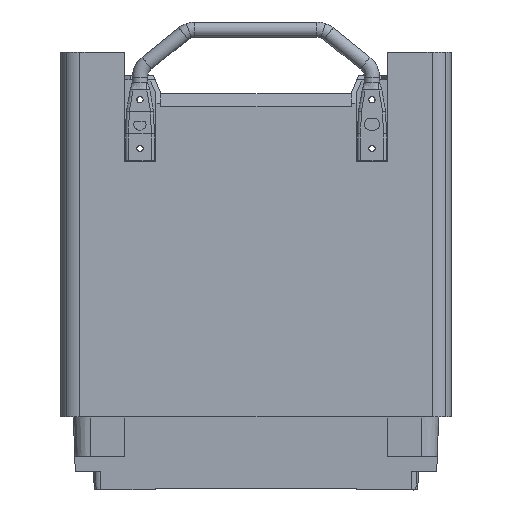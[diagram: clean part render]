
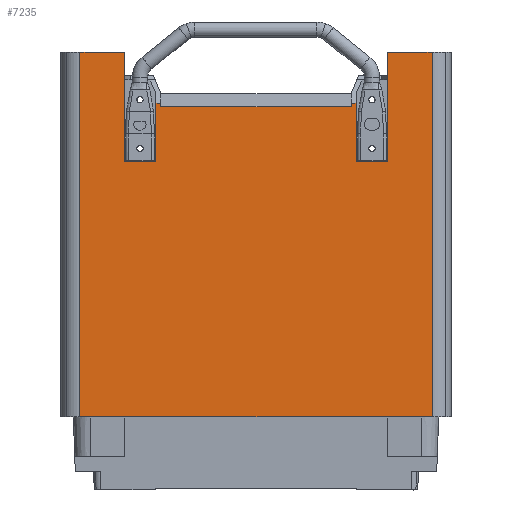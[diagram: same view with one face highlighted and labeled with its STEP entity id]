
A CAD part, left-side view. The second image highlights one B-rep face of the part: STEP entity #7235.
In plain terms, the highlighted planar face has unit normal (-1, 0, 0).
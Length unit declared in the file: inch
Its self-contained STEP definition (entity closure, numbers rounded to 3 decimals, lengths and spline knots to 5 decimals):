
#21=DIRECTION('',(0.,0.,-1.));
#22=VECTOR('',#21,0.37959);
#23=CARTESIAN_POINT('',(0.97951,-0.00364,0.53715));
#24=LINE('',#23,#22);
#60=DIRECTION('',(0.,-1.,0.));
#61=VECTOR('',#60,0.36678);
#62=CARTESIAN_POINT('',(0.97951,-0.00364,
0.15756));
#63=LINE('',#62,#61);
#1555=DIRECTION('',(0.,1.,0.));
#1556=VECTOR('',#1555,0.04683);
#1557=CARTESIAN_POINT('',(0.97951,-0.37041,0.53715));
#1558=LINE('',#1557,#1556);
#1691=DIRECTION('',(0.,0.,-1.));
#1692=VECTOR('',#1691,0.11397);
#1693=CARTESIAN_POINT('',(0.97951,-0.32359,0.53715));
#1694=LINE('',#1693,#1692);
#1703=DIRECTION('',(0.,1.,0.));
#1704=VECTOR('',#1703,0.03232);
#1705=CARTESIAN_POINT('',(0.97951,-0.32359,
0.42318));
#1706=LINE('',#1705,#1704);
#1719=DIRECTION('',(0.,0.,1.));
#1720=VECTOR('',#1719,0.06115);
#1721=CARTESIAN_POINT('',(0.97951,-0.29127,
0.42318));
#1722=LINE('',#1721,#1720);
#1739=DIRECTION('',(0.,1.,0.));
#1740=VECTOR('',#1739,0.00483);
#1741=CARTESIAN_POINT('',(0.97951,-0.29127,
0.48432));
#1742=LINE('',#1741,#1740);
#1759=DIRECTION('',(0.,1.,0.));
#1760=VECTOR('',#1759,0.19883);
#1761=CARTESIAN_POINT('',(0.97951,-0.28644,
0.48066));
#1762=LINE('',#1761,#1760);
#1779=DIRECTION('',(0.,0.,1.));
#1780=VECTOR('',#1779,0.00367);
#1781=CARTESIAN_POINT('',(0.97951,-0.08761,
0.48066));
#1782=LINE('',#1781,#1780);
#1787=DIRECTION('',(0.,0.,1.));
#1788=VECTOR('',#1787,0.00367);
#1789=CARTESIAN_POINT('',(0.97951,-0.28644,
0.48066));
#1790=LINE('',#1789,#1788);
#1791=DIRECTION('',(0.,-1.,0.));
#1792=VECTOR('',#1791,0.04683);
#1793=CARTESIAN_POINT('',(0.97951,-0.00364,0.53715));
#1794=LINE('',#1793,#1792);
#1795=DIRECTION('',(0.,0.,-1.));
#1796=VECTOR('',#1795,0.11397);
#1797=CARTESIAN_POINT('',(0.97951,-0.05046,0.53715));
#1798=LINE('',#1797,#1796);
#1799=DIRECTION('',(0.,-1.,0.));
#1800=VECTOR('',#1799,0.03232);
#1801=CARTESIAN_POINT('',(0.97951,-0.05046,
0.42318));
#1802=LINE('',#1801,#1800);
#1803=DIRECTION('',(0.,0.,1.));
#1804=VECTOR('',#1803,0.06115);
#1805=CARTESIAN_POINT('',(0.97951,-0.08278,
0.42318));
#1806=LINE('',#1805,#1804);
#1807=DIRECTION('',(0.,-1.,0.));
#1808=VECTOR('',#1807,0.00483);
#1809=CARTESIAN_POINT('',(0.97951,-0.08278,
0.48432));
#1810=LINE('',#1809,#1808);
#1815=DIRECTION('',(0.,0.,1.));
#1816=VECTOR('',#1815,0.37959);
#1817=CARTESIAN_POINT('',(0.97951,-0.37041,
0.15756));
#1818=LINE('',#1817,#1816);
#3595=CARTESIAN_POINT('',(0.97951,-0.00364,0.53715));
#3596=VERTEX_POINT('',#3595);
#3597=CARTESIAN_POINT('',(0.97951,-0.00364,
0.15756));
#3598=VERTEX_POINT('',#3597);
#3617=CARTESIAN_POINT('',(0.97951,-0.37041,
0.15756));
#3618=VERTEX_POINT('',#3617);
#4221=CARTESIAN_POINT('',(0.97951,-0.37041,0.53715));
#4222=VERTEX_POINT('',#4221);
#4223=CARTESIAN_POINT('',(0.97951,-0.32359,0.53715));
#4224=VERTEX_POINT('',#4223);
#4288=CARTESIAN_POINT('',(0.97951,-0.32359,
0.42318));
#4290=VERTEX_POINT('',#4288);
#4294=CARTESIAN_POINT('',(0.97951,-0.29127,
0.42318));
#4296=VERTEX_POINT('',#4294);
#4301=CARTESIAN_POINT('',(0.97951,-0.29127,
0.48432));
#4302=VERTEX_POINT('',#4301);
#4308=CARTESIAN_POINT('',(0.97951,-0.28644,
0.48432));
#4310=VERTEX_POINT('',#4308);
#4313=CARTESIAN_POINT('',(0.97951,-0.28644,
0.48066));
#4315=VERTEX_POINT('',#4313);
#4319=CARTESIAN_POINT('',(0.97951,-0.08761,
0.48066));
#4320=VERTEX_POINT('',#4319);
#4321=CARTESIAN_POINT('',(0.97951,-0.08761,
0.48432));
#4322=VERTEX_POINT('',#4321);
#4325=CARTESIAN_POINT('',(0.97951,-0.05046,0.53715));
#4326=VERTEX_POINT('',#4325);
#4327=CARTESIAN_POINT('',(0.97951,-0.05046,
0.42318));
#4328=VERTEX_POINT('',#4327);
#4329=CARTESIAN_POINT('',(0.97951,-0.08278,
0.42318));
#4330=VERTEX_POINT('',#4329);
#4331=CARTESIAN_POINT('',(0.97951,-0.08278,
0.48432));
#4332=VERTEX_POINT('',#4331);
#7206=CARTESIAN_POINT('',(0.97951,-0.18703,0.));
#7207=DIRECTION('',(-1.,0.,0.));
#7208=DIRECTION('',(0.,0.,1.));
#7209=AXIS2_PLACEMENT_3D('',#7206,#7207,#7208);
#7210=PLANE('',#7209);
#7211=ORIENTED_EDGE('',*,*,#7196,.F.);
#7212=ORIENTED_EDGE('',*,*,#7169,.F.);
#7213=ORIENTED_EDGE('',*,*,#7156,.T.);
#7214=ORIENTED_EDGE('',*,*,#7138,.F.);
#7215=ORIENTED_EDGE('',*,*,#7103,.F.);
#7216=ORIENTED_EDGE('',*,*,#7088,.F.);
#7217=ORIENTED_EDGE('',*,*,#7073,.F.);
#7218=ORIENTED_EDGE('',*,*,#6882,.F.);
#7220=ORIENTED_EDGE('',*,*,#7219,.F.);
#7221=ORIENTED_EDGE('',*,*,#4741,.F.);
#7222=ORIENTED_EDGE('',*,*,#4698,.F.);
#7224=ORIENTED_EDGE('',*,*,#7223,.T.);
#7226=ORIENTED_EDGE('',*,*,#7225,.T.);
#7228=ORIENTED_EDGE('',*,*,#7227,.T.);
#7230=ORIENTED_EDGE('',*,*,#7229,.T.);
#7232=ORIENTED_EDGE('',*,*,#7231,.T.);
#7233=EDGE_LOOP('',(#7211,#7212,#7213,#7214,#7215,#7216,#7217,#7218,#7220,#7221,
#7222,#7224,#7226,#7228,#7230,#7232));
#7234=FACE_OUTER_BOUND('',#7233,.F.);
#7235=ADVANCED_FACE('',(#7234),#7210,.T.);
#4698=EDGE_CURVE('',#3596,#3598,#24,.T.);
#4741=EDGE_CURVE('',#3598,#3618,#63,.T.);
#6882=EDGE_CURVE('',#4222,#4224,#1558,.T.);
#7073=EDGE_CURVE('',#4224,#4290,#1694,.T.);
#7088=EDGE_CURVE('',#4290,#4296,#1706,.T.);
#7103=EDGE_CURVE('',#4296,#4302,#1722,.T.);
#7138=EDGE_CURVE('',#4302,#4310,#1742,.T.);
#7156=EDGE_CURVE('',#4315,#4310,#1790,.T.);
#7169=EDGE_CURVE('',#4315,#4320,#1762,.T.);
#7196=EDGE_CURVE('',#4320,#4322,#1782,.T.);
#7219=EDGE_CURVE('',#3618,#4222,#1818,.T.);
#7223=EDGE_CURVE('',#3596,#4326,#1794,.T.);
#7225=EDGE_CURVE('',#4326,#4328,#1798,.T.);
#7227=EDGE_CURVE('',#4328,#4330,#1802,.T.);
#7229=EDGE_CURVE('',#4330,#4332,#1806,.T.);
#7231=EDGE_CURVE('',#4332,#4322,#1810,.T.);
